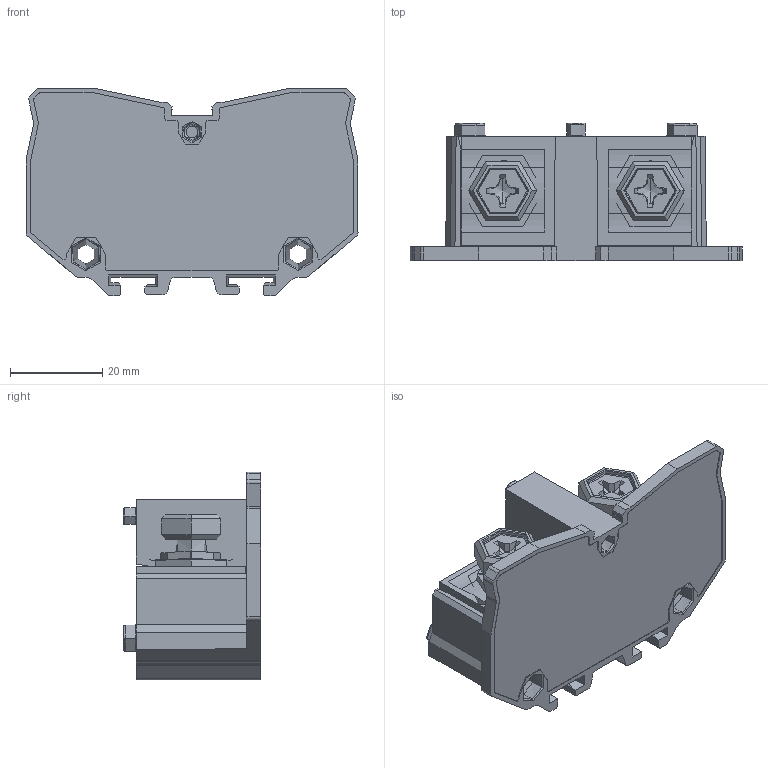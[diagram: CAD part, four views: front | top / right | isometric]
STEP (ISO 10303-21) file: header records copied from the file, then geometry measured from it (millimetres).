
FILE_DESCRIPTION((''),'2;1');
FILE_NAME('ZUHE','2017-09-13T',('Administrator'),(''),'PRO/ENGINEER BY PARAMETRIC TECHNOLOGY CORPORATION, 2008380','PRO/ENGINEER BY PARAMETRIC TECHNOLOGY CORPORATION, 2008380','');
FILE_SCHEMA(('CONFIG_CONTROL_DESIGN'));
Length unit declared in the file: millimetre
Products named in the file (1): ZUHE
Bounding box: 72 x 29.8 x 45 mm (x, y, z)
Volume: 20988 mm3
Topology: 1 solids, 20 shells, 695 faces, 1999 edges, 1304 vertices
Faces by surface type: plane 227, bspline 199, cylinder 186, torus 38, cone 34, sphere 6, extrusion 5
Entity records: 36991 total; most frequent: CARTESIAN_POINT 20692, ORIENTED_EDGE 3827, DIRECTION 2614, EDGE_CURVE 1986, VERTEX_POINT 1308, AXIS2_PLACEMENT_3D 907, VECTOR 800, LINE 795
